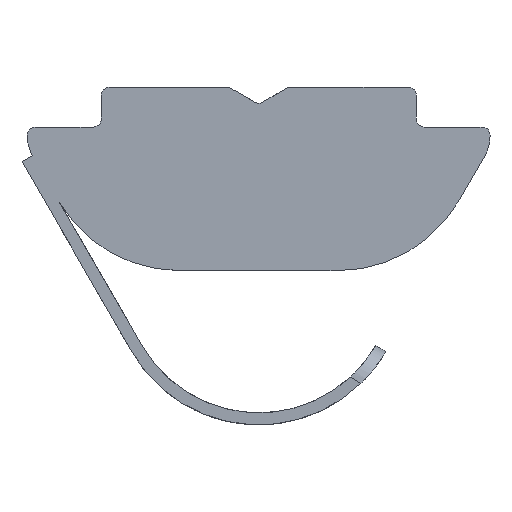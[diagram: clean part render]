
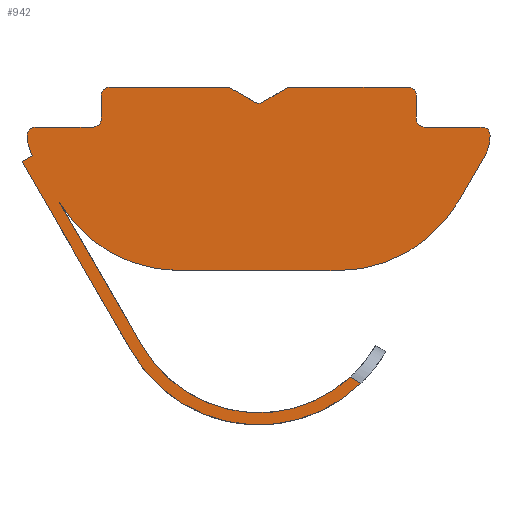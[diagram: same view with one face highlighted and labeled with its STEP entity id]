
A CAD part, front view. The second image highlights one B-rep face of the part: STEP entity #942.
In plain terms, the highlighted planar face has unit normal (0, -1, 0).
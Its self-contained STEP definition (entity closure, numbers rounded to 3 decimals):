
#40=PLANE('',#1033);
#87=FACE_OUTER_BOUND('',#134,.T.);
#134=EDGE_LOOP('',(#845,#846,#847,#848,#849,#850,#851,#852,#853,#854,#855,
#856,#857,#858,#859,#860,#861,#862,#863,#864,#865,#866,#867,#868,#869,#870,
#871,#872,#873));
#137=LINE('',#1359,#218);
#142=LINE('',#1368,#223);
#145=LINE('',#1376,#226);
#151=LINE('',#1399,#232);
#154=LINE('',#1411,#235);
#158=LINE('',#1423,#239);
#164=LINE('',#1437,#245);
#170=LINE('',#1456,#251);
#174=LINE('',#1468,#255);
#178=LINE('',#1480,#259);
#182=LINE('',#1492,#263);
#189=LINE('',#1513,#270);
#193=LINE('',#1520,#274);
#210=LINE('',#1687,#291);
#212=LINE('',#1725,#293);
#215=LINE('',#1734,#296);
#218=VECTOR('',#1060,1.);
#223=VECTOR('',#1067,1.);
#226=VECTOR('',#1076,1.);
#232=VECTOR('',#1090,1.);
#235=VECTOR('',#1101,1.);
#239=VECTOR('',#1113,1.);
#245=VECTOR('',#1127,1.);
#251=VECTOR('',#1149,1.);
#255=VECTOR('',#1161,1.);
#259=VECTOR('',#1173,1.);
#263=VECTOR('',#1185,1.);
#270=VECTOR('',#1208,1.);
#274=VECTOR('',#1214,1.);
#291=VECTOR('',#1265,1.);
#293=VECTOR('',#1279,1.);
#296=VECTOR('',#1292,1.);
#302=CIRCLE('',#958,0.2);
#303=CIRCLE('',#961,3.5);
#305=CIRCLE('',#965,0.2);
#307=CIRCLE('',#969,0.2);
#309=CIRCLE('',#973,0.2);
#312=CIRCLE('',#981,0.2);
#314=CIRCLE('',#985,0.2);
#316=CIRCLE('',#989,0.2);
#318=CIRCLE('',#993,1.);
#321=CIRCLE('',#998,3.5);
#322=CIRCLE('',#1001,1.);
#328=CIRCLE('',#1018,3.677);
#331=CIRCLE('',#1029,3.377);
#371=VERTEX_POINT('',#1356);
#372=VERTEX_POINT('',#1358);
#375=VERTEX_POINT('',#1366);
#376=VERTEX_POINT('',#1370);
#377=VERTEX_POINT('',#1374);
#378=VERTEX_POINT('',#1378);
#379=VERTEX_POINT('',#1380);
#384=VERTEX_POINT('',#1397);
#385=VERTEX_POINT('',#1401);
#386=VERTEX_POINT('',#1402);
#389=VERTEX_POINT('',#1410);
#391=VERTEX_POINT('',#1416);
#393=VERTEX_POINT('',#1422);
#395=VERTEX_POINT('',#1428);
#400=VERTEX_POINT('',#1449);
#402=VERTEX_POINT('',#1455);
#404=VERTEX_POINT('',#1461);
#406=VERTEX_POINT('',#1467);
#408=VERTEX_POINT('',#1473);
#410=VERTEX_POINT('',#1479);
#412=VERTEX_POINT('',#1485);
#414=VERTEX_POINT('',#1491);
#417=VERTEX_POINT('',#1504);
#419=VERTEX_POINT('',#1507);
#422=VERTEX_POINT('',#1518);
#442=VERTEX_POINT('',#1640);
#443=VERTEX_POINT('',#1651);
#447=VERTEX_POINT('',#1676);
#450=VERTEX_POINT('',#1727);
#467=EDGE_CURVE('',#371,#372,#137,.T.);
#472=EDGE_CURVE('',#375,#371,#142,.T.);
#474=EDGE_CURVE('',#376,#375,#302,.T.);
#476=EDGE_CURVE('',#377,#376,#145,.T.);
#478=EDGE_CURVE('',#378,#379,#303,.T.);
#485=EDGE_CURVE('',#384,#378,#151,.T.);
#486=EDGE_CURVE('',#385,#386,#305,.T.);
#490=EDGE_CURVE('',#386,#389,#154,.T.);
#493=EDGE_CURVE('',#389,#391,#307,.T.);
#496=EDGE_CURVE('',#391,#393,#158,.T.);
#499=EDGE_CURVE('',#393,#395,#309,.T.);
#504=EDGE_CURVE('',#395,#377,#164,.T.);
#510=EDGE_CURVE('',#372,#400,#312,.T.);
#513=EDGE_CURVE('',#400,#402,#170,.T.);
#516=EDGE_CURVE('',#402,#404,#314,.T.);
#519=EDGE_CURVE('',#404,#406,#174,.T.);
#522=EDGE_CURVE('',#406,#408,#316,.T.);
#525=EDGE_CURVE('',#408,#410,#178,.T.);
#528=EDGE_CURVE('',#410,#412,#318,.T.);
#531=EDGE_CURVE('',#412,#414,#182,.T.);
#536=EDGE_CURVE('',#414,#384,#321,.T.);
#539=EDGE_CURVE('',#417,#419,#322,.T.);
#542=EDGE_CURVE('',#419,#385,#189,.T.);
#546=EDGE_CURVE('',#417,#422,#193,.T.);
#573=EDGE_CURVE('',#442,#443,#328,.T.);
#580=EDGE_CURVE('',#447,#442,#210,.T.);
#587=EDGE_CURVE('',#443,#422,#212,.T.);
#589=EDGE_CURVE('',#447,#450,#331,.T.);
#591=EDGE_CURVE('',#450,#379,#215,.T.);
#845=ORIENTED_EDGE('',*,*,#546,.T.);
#846=ORIENTED_EDGE('',*,*,#587,.F.);
#847=ORIENTED_EDGE('',*,*,#573,.F.);
#848=ORIENTED_EDGE('',*,*,#580,.F.);
#849=ORIENTED_EDGE('',*,*,#589,.T.);
#850=ORIENTED_EDGE('',*,*,#591,.T.);
#851=ORIENTED_EDGE('',*,*,#478,.F.);
#852=ORIENTED_EDGE('',*,*,#485,.F.);
#853=ORIENTED_EDGE('',*,*,#536,.F.);
#854=ORIENTED_EDGE('',*,*,#531,.F.);
#855=ORIENTED_EDGE('',*,*,#528,.F.);
#856=ORIENTED_EDGE('',*,*,#525,.F.);
#857=ORIENTED_EDGE('',*,*,#522,.F.);
#858=ORIENTED_EDGE('',*,*,#519,.F.);
#859=ORIENTED_EDGE('',*,*,#516,.F.);
#860=ORIENTED_EDGE('',*,*,#513,.F.);
#861=ORIENTED_EDGE('',*,*,#510,.F.);
#862=ORIENTED_EDGE('',*,*,#467,.F.);
#863=ORIENTED_EDGE('',*,*,#472,.F.);
#864=ORIENTED_EDGE('',*,*,#474,.F.);
#865=ORIENTED_EDGE('',*,*,#476,.F.);
#866=ORIENTED_EDGE('',*,*,#504,.F.);
#867=ORIENTED_EDGE('',*,*,#499,.F.);
#868=ORIENTED_EDGE('',*,*,#496,.F.);
#869=ORIENTED_EDGE('',*,*,#493,.F.);
#870=ORIENTED_EDGE('',*,*,#490,.F.);
#871=ORIENTED_EDGE('',*,*,#486,.F.);
#872=ORIENTED_EDGE('',*,*,#542,.F.);
#873=ORIENTED_EDGE('',*,*,#539,.F.);
#942=ADVANCED_FACE('',(#87),#40,.F.);
#958=AXIS2_PLACEMENT_3D('',#1372,#1071,#1072);
#961=AXIS2_PLACEMENT_3D('',#1381,#1080,#1081);
#965=AXIS2_PLACEMENT_3D('',#1403,#1093,#1094);
#969=AXIS2_PLACEMENT_3D('',#1417,#1106,#1107);
#973=AXIS2_PLACEMENT_3D('',#1429,#1118,#1119);
#981=AXIS2_PLACEMENT_3D('',#1450,#1142,#1143);
#985=AXIS2_PLACEMENT_3D('',#1462,#1154,#1155);
#989=AXIS2_PLACEMENT_3D('',#1474,#1166,#1167);
#993=AXIS2_PLACEMENT_3D('',#1486,#1178,#1179);
#998=AXIS2_PLACEMENT_3D('',#1500,#1193,#1194);
#1001=AXIS2_PLACEMENT_3D('',#1508,#1201,#1202);
#1018=AXIS2_PLACEMENT_3D('',#1652,#1254,#1255);
#1029=AXIS2_PLACEMENT_3D('',#1729,#1283,#1284);
#1033=AXIS2_PLACEMENT_3D('',#1735,#1293,#1294);
#1060=DIRECTION('',(1.,0.,0.));
#1067=DIRECTION('',(0.866,0.,0.5));
#1071=DIRECTION('center_axis',(0.,-1.,0.));
#1072=DIRECTION('ref_axis',(0.5,0.,-0.866));
#1076=DIRECTION('',(0.866,0.,-0.5));
#1080=DIRECTION('center_axis',(0.,1.,0.));
#1081=DIRECTION('ref_axis',(-0.866,0.,-0.5));
#1090=DIRECTION('',(-1.,0.,0.));
#1093=DIRECTION('center_axis',(0.,1.,0.));
#1094=DIRECTION('ref_axis',(0.,0.,
1.));
#1101=DIRECTION('',(1.,0.,0.));
#1106=DIRECTION('center_axis',(0.,-1.,0.));
#1107=DIRECTION('ref_axis',(1.,0.,0.));
#1113=DIRECTION('',(0.,0.,1.));
#1118=DIRECTION('center_axis',(0.,1.,0.));
#1119=DIRECTION('ref_axis',(0.,0.,1.));
#1127=DIRECTION('',(1.,0.,0.));
#1142=DIRECTION('center_axis',(0.,1.,0.));
#1143=DIRECTION('ref_axis',(1.,0.,0.));
#1149=DIRECTION('',(0.,0.,-1.));
#1154=DIRECTION('center_axis',(0.,-1.,0.));
#1155=DIRECTION('ref_axis',(0.,0.,-1.));
#1161=DIRECTION('',(1.,0.,0.));
#1166=DIRECTION('center_axis',(0.,1.,0.));
#1167=DIRECTION('ref_axis',(1.,0.,0.));
#1173=DIRECTION('',(0.,0.,-1.));
#1178=DIRECTION('center_axis',(0.,1.,0.));
#1179=DIRECTION('ref_axis',(0.866,0.,-0.5));
#1185=DIRECTION('',(-0.5,0.,-0.866));
#1193=DIRECTION('center_axis',(0.,1.,0.));
#1194=DIRECTION('ref_axis',(0.,0.,
-1.));
#1201=DIRECTION('center_axis',(0.,1.,0.));
#1202=DIRECTION('ref_axis',(-1.,0.,0.));
#1208=DIRECTION('',(0.,0.,1.));
#1214=DIRECTION('',(-0.866,0.,-0.5));
#1254=DIRECTION('center_axis',(0.,1.,0.));
#1255=DIRECTION('ref_axis',(-1.,0.,0.));
#1265=DIRECTION('',(0.866,0.,-0.5));
#1279=DIRECTION('',(-0.5,0.,0.866));
#1283=DIRECTION('center_axis',(0.,1.,0.));
#1284=DIRECTION('ref_axis',(-1.,0.,0.));
#1292=DIRECTION('',(-0.5,0.,0.866));
#1293=DIRECTION('center_axis',(0.,1.,0.));
#1294=DIRECTION('ref_axis',(0.,0.,1.));
#1356=CARTESIAN_POINT('',(0.75,-8.,0.));
#1358=CARTESIAN_POINT('',(3.75,-8.,0.));
#1359=CARTESIAN_POINT('',(3.75,-8.,0.));
#1366=CARTESIAN_POINT('',(0.1,-8.,-0.375));
#1368=CARTESIAN_POINT('',(0.75,-8.,0.));
#1370=CARTESIAN_POINT('',(-0.1,-8.,-0.375));
#1372=CARTESIAN_POINT('Origin',(0.,-8.,-0.202));
#1374=CARTESIAN_POINT('',(-0.75,-8.,0.));
#1376=CARTESIAN_POINT('',(-0.1,-8.,-0.375));
#1378=CARTESIAN_POINT('',(-1.989,-8.,-4.6));
#1380=CARTESIAN_POINT('',(-4.998,-8.,-2.888));
#1381=CARTESIAN_POINT('Origin',(-1.989,-8.,-1.1));
#1397=CARTESIAN_POINT('',(1.989,-8.,-4.6));
#1399=CARTESIAN_POINT('',(-1.989,-8.,-4.6));
#1401=CARTESIAN_POINT('',(-5.8,-8.,-1.2));
#1402=CARTESIAN_POINT('',(-5.6,-8.,-1.));
#1403=CARTESIAN_POINT('Origin',(-5.6,-8.,-1.2));
#1410=CARTESIAN_POINT('',(-4.15,-8.,-1.));
#1411=CARTESIAN_POINT('',(-4.15,-8.,-1.));
#1416=CARTESIAN_POINT('',(-3.95,-8.,-0.8));
#1417=CARTESIAN_POINT('Origin',(-4.15,-8.,-0.8));
#1422=CARTESIAN_POINT('',(-3.95,-8.,-0.2));
#1423=CARTESIAN_POINT('',(-3.95,-8.,-0.2));
#1428=CARTESIAN_POINT('',(-3.75,-8.,0.));
#1429=CARTESIAN_POINT('Origin',(-3.75,-8.,-0.2));
#1437=CARTESIAN_POINT('',(-0.75,-8.,0.));
#1449=CARTESIAN_POINT('',(3.95,-8.,-0.2));
#1450=CARTESIAN_POINT('Origin',(3.75,-8.,-0.2));
#1455=CARTESIAN_POINT('',(3.95,-8.,-0.8));
#1456=CARTESIAN_POINT('',(3.95,-8.,-0.8));
#1461=CARTESIAN_POINT('',(4.15,-8.,-1.));
#1462=CARTESIAN_POINT('Origin',(4.15,-8.,-0.8));
#1467=CARTESIAN_POINT('',(5.6,-8.,-1.));
#1468=CARTESIAN_POINT('',(5.6,-8.,-1.));
#1473=CARTESIAN_POINT('',(5.8,-8.,-1.2));
#1474=CARTESIAN_POINT('Origin',(5.6,-8.,-1.2));
#1479=CARTESIAN_POINT('',(5.8,-8.,-1.232));
#1480=CARTESIAN_POINT('',(5.8,-8.,-1.232));
#1485=CARTESIAN_POINT('',(5.666,-8.,-1.732));
#1486=CARTESIAN_POINT('Origin',(4.8,-8.,-1.232));
#1491=CARTESIAN_POINT('',(5.021,-8.,-2.85));
#1492=CARTESIAN_POINT('',(5.021,-8.,-2.85));
#1500=CARTESIAN_POINT('Origin',(1.989,-8.,-1.1));
#1504=CARTESIAN_POINT('',(-5.675,-8.,-1.716));
#1507=CARTESIAN_POINT('',(-5.8,-8.,-1.232));
#1508=CARTESIAN_POINT('Origin',(-4.8,-8.,-1.232));
#1513=CARTESIAN_POINT('',(-5.8,-8.,-1.2));
#1518=CARTESIAN_POINT('',(-5.935,-8.,-1.866));
#1520=CARTESIAN_POINT('',(-5.675,-8.,-1.716));
#1640=CARTESIAN_POINT('',(2.565,-8.,-7.426));
#1651=CARTESIAN_POINT('',(-3.185,-8.,-6.629));
#1652=CARTESIAN_POINT('Origin',(0.,-8.,-4.79));
#1676=CARTESIAN_POINT('',(2.294,-8.,-7.269));
#1687=CARTESIAN_POINT('',(0.67,-8.,-6.332));
#1725=CARTESIAN_POINT('',(-3.185,-8.,-6.629));
#1727=CARTESIAN_POINT('',(-2.925,-8.,-6.479));
#1729=CARTESIAN_POINT('Origin',(0.,-8.,-4.79));
#1734=CARTESIAN_POINT('',(-2.925,-8.,-6.479));
#1735=CARTESIAN_POINT('Origin',(-1.879,-8.,-6.092));
